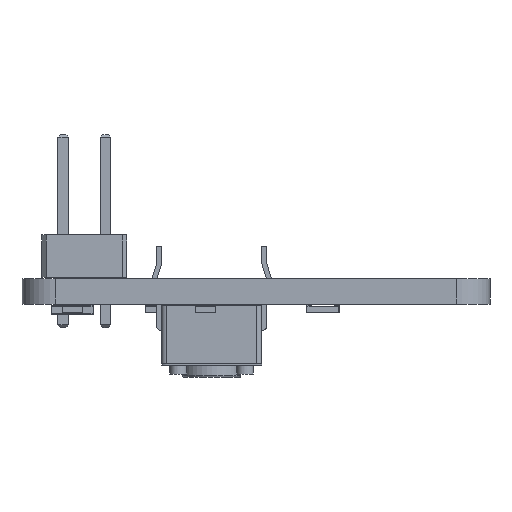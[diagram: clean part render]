
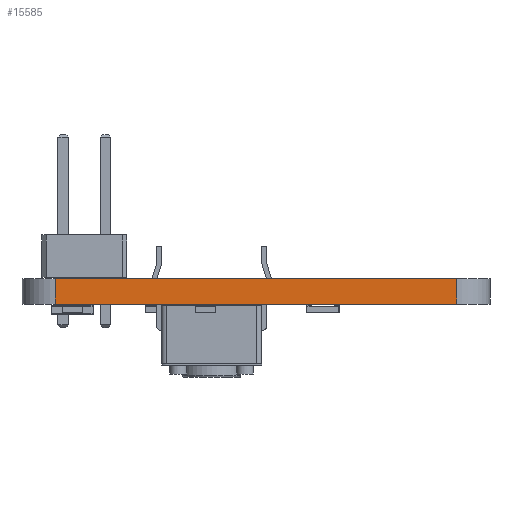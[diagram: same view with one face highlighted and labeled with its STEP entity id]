
A CAD part, left-side view. The second image highlights one B-rep face of the part: STEP entity #15585.
In plain terms, the highlighted planar face has unit normal (-1, 0, 0).
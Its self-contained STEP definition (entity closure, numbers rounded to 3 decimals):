
#14376 = VERTEX_POINT('',#14377);
#14377 = CARTESIAN_POINT('',(92.,-61.,0.));
#14384 = EDGE_CURVE('',#14385,#14376,#14387,.T.);
#14385 = VERTEX_POINT('',#14386);
#14386 = CARTESIAN_POINT('',(92.,-85.,0.));
#14387 = LINE('',#14388,#14389);
#14388 = CARTESIAN_POINT('',(92.,-85.,0.));
#14389 = VECTOR('',#14390,1.);
#14390 = DIRECTION('',(0.,1.,0.));
#14967 = VERTEX_POINT('',#14968);
#14968 = CARTESIAN_POINT('',(92.,-61.,1.51));
#14975 = EDGE_CURVE('',#14976,#14967,#14978,.T.);
#14976 = VERTEX_POINT('',#14977);
#14977 = CARTESIAN_POINT('',(92.,-85.,1.51));
#14978 = LINE('',#14979,#14980);
#14979 = CARTESIAN_POINT('',(92.,-85.,1.51));
#14980 = VECTOR('',#14981,1.);
#14981 = DIRECTION('',(0.,1.,0.));
#15555 = EDGE_CURVE('',#14376,#14967,#15556,.T.);
#15556 = LINE('',#15557,#15558);
#15557 = CARTESIAN_POINT('',(92.,-61.,0.));
#15558 = VECTOR('',#15559,1.);
#15559 = DIRECTION('',(0.,0.,1.));
#15585 = ADVANCED_FACE('',(#15586),#15597,.T.);
#15586 = FACE_BOUND('',#15587,.T.);
#15587 = EDGE_LOOP('',(#15588,#15594,#15595,#15596));
#15588 = ORIENTED_EDGE('',*,*,#15589,.T.);
#15589 = EDGE_CURVE('',#14385,#14976,#15590,.T.);
#15590 = LINE('',#15591,#15592);
#15591 = CARTESIAN_POINT('',(92.,-85.,0.));
#15592 = VECTOR('',#15593,1.);
#15593 = DIRECTION('',(0.,0.,1.));
#15594 = ORIENTED_EDGE('',*,*,#14975,.T.);
#15595 = ORIENTED_EDGE('',*,*,#15555,.F.);
#15596 = ORIENTED_EDGE('',*,*,#14384,.F.);
#15597 = PLANE('',#15598);
#15598 = AXIS2_PLACEMENT_3D('',#15599,#15600,#15601);
#15599 = CARTESIAN_POINT('',(92.,-85.,0.));
#15600 = DIRECTION('',(-1.,0.,0.));
#15601 = DIRECTION('',(0.,1.,0.));
